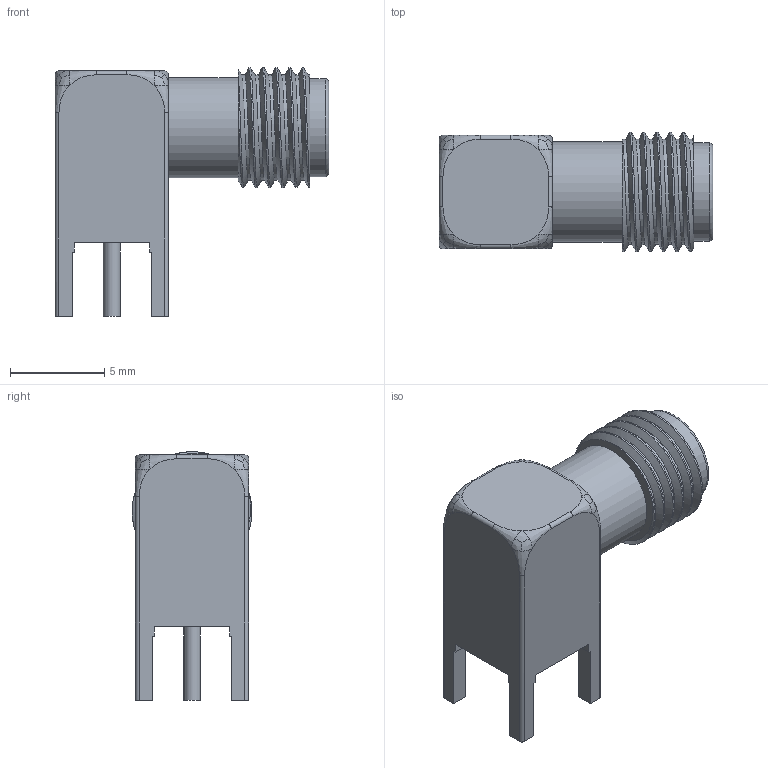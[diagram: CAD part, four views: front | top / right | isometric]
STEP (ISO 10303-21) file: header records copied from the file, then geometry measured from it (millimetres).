
FILE_DESCRIPTION(/* description */ ('STEP AP214'),/* implementation_level */ '2;1');
FILE_NAME(/* name */ 'SMA_BWSMA-KWE-Z001.step',/* time_stamp */ '2025-12-14T02:28:35+01:00',/* author */ (''),/* organization */ (''),/* preprocessor_version */ 'ST-DEVELOPER v20.1',/* originating_system */ 'Autodesk Translation Framework v14.21.0.0',/* authorisation */ '');
FILE_SCHEMA (('AUTOMOTIVE_DESIGN { 1 0 10303 214 3 1 1 }'));
Length unit declared in the file: millimetre
Products named in the file (1): SMA-TH_5P-L14.5-W6.0-H9.6_BWSMA-KWE-Z001
Bounding box: 14.5 x 6.35 x 13.17 mm (x, y, z)
Volume: 511.4 mm3; surface area: 590.2 mm2
Topology: 1 solids, 1 shells, 90 faces, 230 edges, 149 vertices
Faces by surface type: plane 37, cylinder 26, bspline 26, torus 1
Full cylindrical faces by diameter (mm): 0.9 x1, 1.2 x1, 4 x1, 4.567 x1, 5.2 x1, 5.3 x1, 5.586 x4, 6.35 x4
Entity records: 5410 total; most frequent: CARTESIAN_POINT 3358, ORIENTED_EDGE 460, DIRECTION 282, EDGE_CURVE 230, VERTEX_POINT 149, LINE 108, VECTOR 108, EDGE_LOOP 97
